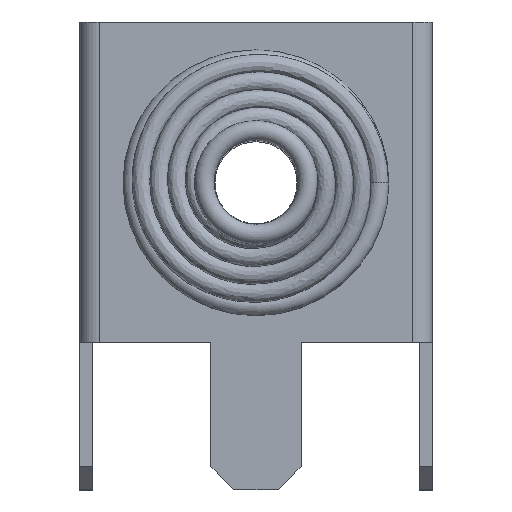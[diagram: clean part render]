
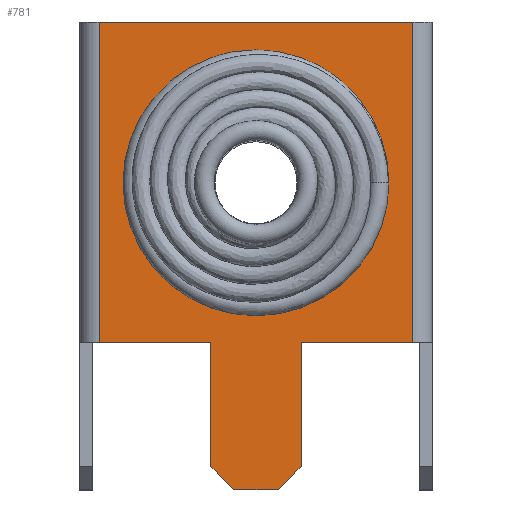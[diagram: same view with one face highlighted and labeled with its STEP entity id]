
A CAD part, top view. The second image highlights one B-rep face of the part: STEP entity #781.
In plain terms, the highlighted planar face has unit normal (0, 0, 1).
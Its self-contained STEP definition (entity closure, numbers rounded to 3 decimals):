
#24=FACE_BOUND('',#300,.T.);
#34=PLANE('',#852);
#116=LINE('',#1763,#205);
#117=LINE('',#1766,#206);
#118=LINE('',#1768,#207);
#119=LINE('',#1770,#208);
#120=LINE('',#1772,#209);
#121=LINE('',#1774,#210);
#122=LINE('',#1776,#211);
#123=LINE('',#1778,#212);
#124=LINE('',#1780,#213);
#125=LINE('',#1781,#214);
#205=VECTOR('',#1007,10.);
#206=VECTOR('',#1010,10.);
#207=VECTOR('',#1011,10.);
#208=VECTOR('',#1012,10.);
#209=VECTOR('',#1013,10.);
#210=VECTOR('',#1014,10.);
#211=VECTOR('',#1015,10.);
#212=VECTOR('',#1016,10.);
#213=VECTOR('',#1017,10.);
#214=VECTOR('',#1018,10.);
#256=FACE_OUTER_BOUND('',#299,.T.);
#299=EDGE_LOOP('',(#646,#647,#648,#649,#650,#651,#652,#653,#654,#655));
#300=EDGE_LOOP('',(#656));
#331=CIRCLE('',#831,4.05);
#360=VERTEX_POINT('',#1170);
#409=VERTEX_POINT('',#1759);
#410=VERTEX_POINT('',#1761);
#411=VERTEX_POINT('',#1765);
#412=VERTEX_POINT('',#1767);
#413=VERTEX_POINT('',#1769);
#414=VERTEX_POINT('',#1771);
#415=VERTEX_POINT('',#1773);
#416=VERTEX_POINT('',#1775);
#417=VERTEX_POINT('',#1777);
#418=VERTEX_POINT('',#1779);
#439=EDGE_CURVE('',#360,#360,#331,.T.);
#502=EDGE_CURVE('',#410,#409,#116,.T.);
#503=EDGE_CURVE('',#410,#411,#117,.T.);
#504=EDGE_CURVE('',#411,#412,#118,.T.);
#505=EDGE_CURVE('',#413,#412,#119,.T.);
#506=EDGE_CURVE('',#414,#413,#120,.T.);
#507=EDGE_CURVE('',#415,#414,#121,.T.);
#508=EDGE_CURVE('',#416,#415,#122,.T.);
#509=EDGE_CURVE('',#416,#417,#123,.T.);
#510=EDGE_CURVE('',#418,#417,#124,.T.);
#511=EDGE_CURVE('',#409,#418,#125,.T.);
#646=ORIENTED_EDGE('',*,*,#502,.F.);
#647=ORIENTED_EDGE('',*,*,#503,.T.);
#648=ORIENTED_EDGE('',*,*,#504,.T.);
#649=ORIENTED_EDGE('',*,*,#505,.F.);
#650=ORIENTED_EDGE('',*,*,#506,.F.);
#651=ORIENTED_EDGE('',*,*,#507,.F.);
#652=ORIENTED_EDGE('',*,*,#508,.F.);
#653=ORIENTED_EDGE('',*,*,#509,.T.);
#654=ORIENTED_EDGE('',*,*,#510,.F.);
#655=ORIENTED_EDGE('',*,*,#511,.F.);
#656=ORIENTED_EDGE('',*,*,#439,.T.);
#781=ADVANCED_FACE('',(#256,#24),#34,.T.);
#831=AXIS2_PLACEMENT_3D('',#1171,#916,#917);
#852=AXIS2_PLACEMENT_3D('',#1764,#1008,#1009);
#916=DIRECTION('center_axis',(0.,0.,-1.));
#917=DIRECTION('ref_axis',(-1.,0.,0.));
#1007=DIRECTION('',(0.,1.,0.));
#1008=DIRECTION('center_axis',(0.,0.,1.));
#1009=DIRECTION('ref_axis',(1.,0.,0.));
#1010=DIRECTION('',(1.,0.,0.));
#1011=DIRECTION('',(0.,-1.,0.));
#1012=DIRECTION('',(-0.707,0.707,0.));
#1013=DIRECTION('',(-1.,0.,0.));
#1014=DIRECTION('',(-0.707,-0.707,0.));
#1015=DIRECTION('',(0.,-1.,0.));
#1016=DIRECTION('',(1.,0.,0.));
#1017=DIRECTION('',(0.,-1.,0.));
#1018=DIRECTION('',(1.,0.,0.));
#1170=CARTESIAN_POINT('',(4.05,4.85,3.4));
#1171=CARTESIAN_POINT('Origin',(0.,4.85,3.4));
#1759=CARTESIAN_POINT('',(-4.775,9.75,3.4));
#1761=CARTESIAN_POINT('',(-4.775,0.,3.4));
#1763=CARTESIAN_POINT('',(-4.775,0.,3.4));
#1764=CARTESIAN_POINT('Origin',(-5.375,0.,3.4));
#1765=CARTESIAN_POINT('',(-1.375,0.,3.4));
#1766=CARTESIAN_POINT('',(-5.375,0.,3.4));
#1767=CARTESIAN_POINT('',(-1.375,-3.8,3.4));
#1768=CARTESIAN_POINT('',(-1.375,0.,3.4));
#1769=CARTESIAN_POINT('',(-0.675,-4.5,3.4));
#1770=CARTESIAN_POINT('',(-3.15,-2.025,3.4));
#1771=CARTESIAN_POINT('',(0.675,-4.5,3.4));
#1772=CARTESIAN_POINT('',(1.375,-4.5,3.4));
#1773=CARTESIAN_POINT('',(1.375,-3.8,3.4));
#1774=CARTESIAN_POINT('',(0.462,-4.713,3.4));
#1775=CARTESIAN_POINT('',(1.375,0.,3.4));
#1776=CARTESIAN_POINT('',(1.375,0.,3.4));
#1777=CARTESIAN_POINT('',(4.775,0.,3.4));
#1778=CARTESIAN_POINT('',(-5.375,0.,3.4));
#1779=CARTESIAN_POINT('',(4.775,9.75,3.4));
#1780=CARTESIAN_POINT('',(4.775,0.,3.4));
#1781=CARTESIAN_POINT('',(-5.375,9.75,3.4));
